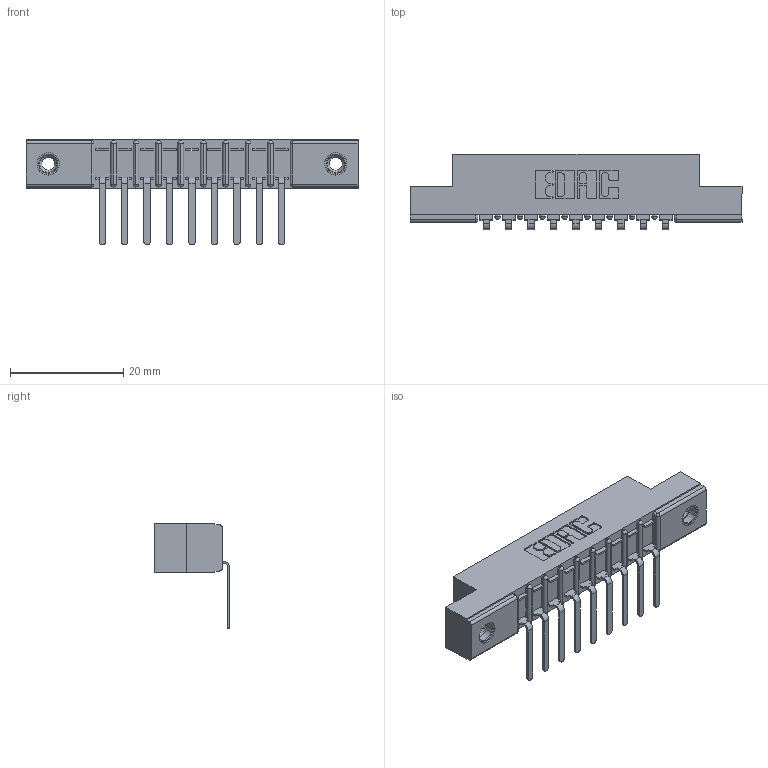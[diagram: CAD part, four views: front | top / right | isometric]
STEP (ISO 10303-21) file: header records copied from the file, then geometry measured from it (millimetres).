
FILE_DESCRIPTION (( 'STEP AP203' ), '1' );
FILE_NAME ('307-009-557-108.STEP', '2018-08-02T20:52:51', ( '' ), ( '' ), 'SwSTEP 2.0', 'SolidWorks 2016', '' );
FILE_SCHEMA (( 'CONFIG_CONTROL_DESIGN' ));
Length unit declared in the file: inch
Products named in the file (4): 307 Part_.156 Dia Mounting Holes; 307-290-002_557; 345-250-001_345-250-003-102; 307-009-557-108
Assembly tree (12 placements, depth 2):
  307-009-557-108
    307 Part_.156 Dia Mounting Holes
    307-290-002_557  x9
    345-250-001_345-250-003-102  x2
Bounding box: 58.67 x 13.32 x 18.67 mm (x, y, z)
Volume: 3884.5 mm3; surface area: 6509.6 mm2
Topology: 12 solids, 12 shells, 890 faces, 2655 edges, 1734 vertices
Faces by surface type: plane 525, cylinder 329, sphere 20, cone 12, torus 4
Entity records: 13823 total; most frequent: CARTESIAN_POINT 2307, ORIENTED_EDGE 2290, DIRECTION 2267, EDGE_CURVE 1145, VECTOR 859, LINE 859, VERTEX_POINT 744, AXIS2_PLACEMENT_3D 704
